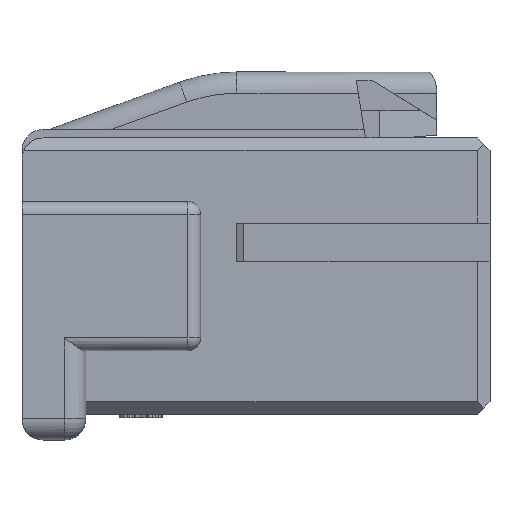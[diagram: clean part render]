
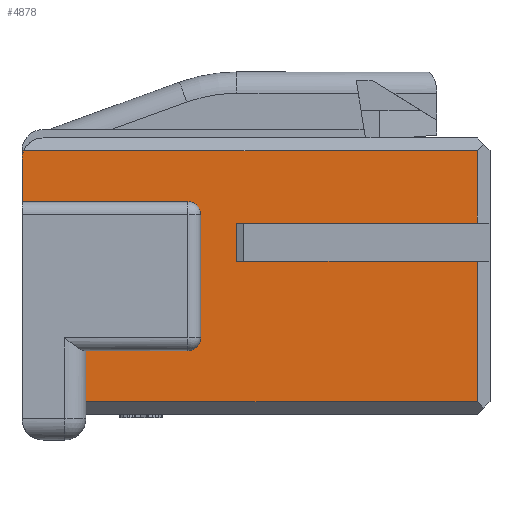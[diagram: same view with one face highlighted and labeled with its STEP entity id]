
A CAD part, left-side view. The second image highlights one B-rep face of the part: STEP entity #4878.
In plain terms, the highlighted planar face has unit normal (-1, 0, 0).
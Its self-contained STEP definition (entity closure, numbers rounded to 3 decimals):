
#97=DIRECTION('',(0.,0.,-1.));
#98=VECTOR('',#97,1.2);
#99=CARTESIAN_POINT('',(-3.025,-1.5,-5.));
#100=LINE('',#99,#98);
#524=DIRECTION('',(0.,-1.,0.));
#525=VECTOR('',#524,9.2);
#526=CARTESIAN_POINT('',(-3.025,-1.5,-6.2));
#527=LINE('',#526,#525);
#528=DIRECTION('',(0.,1.,0.));
#529=VECTOR('',#528,2.4);
#530=CARTESIAN_POINT('',(-3.025,-3.9,-5.));
#531=LINE('',#530,#529);
#532=CARTESIAN_POINT('',(-3.025,-3.9,-4.7));
#533=DIRECTION('',(-1.,0.,0.));
#534=DIRECTION('',(0.,0.,-1.));
#535=AXIS2_PLACEMENT_3D('',#532,#533,#534);
#537=DIRECTION('',(0.,0.,1.));
#538=VECTOR('',#537,2.9);
#539=CARTESIAN_POINT('',(-3.025,-4.2,-4.7));
#540=LINE('',#539,#538);
#541=CARTESIAN_POINT('',(-3.025,-3.9,-1.8));
#542=DIRECTION('',(-1.,0.,0.));
#543=DIRECTION('',(0.,-1.,0.));
#544=AXIS2_PLACEMENT_3D('',#541,#542,#543);
#546=DIRECTION('',(0.,1.,0.));
#547=VECTOR('',#546,3.9);
#548=CARTESIAN_POINT('',(-3.025,-3.9,-1.5));
#549=LINE('',#548,#547);
#550=DIRECTION('',(0.,0.,1.));
#551=VECTOR('',#550,1.);
#552=CARTESIAN_POINT('',(-3.025,0.,-1.5));
#553=LINE('',#552,#551);
#554=CARTESIAN_POINT('',(-3.025,-0.5,-0.5));
#555=DIRECTION('',(1.,0.,0.));
#556=DIRECTION('',(0.,1.,0.));
#557=AXIS2_PLACEMENT_3D('',#554,#555,#556);
#1419=DIRECTION('',(0.,1.,0.));
#1420=VECTOR('',#1419,5.65);
#1421=CARTESIAN_POINT('',(-3.025,-10.7,-2.9));
#1422=LINE('',#1421,#1420);
#1463=DIRECTION('',(0.,0.,1.));
#1464=VECTOR('',#1463,0.9);
#1465=CARTESIAN_POINT('',(-3.025,-5.05,-2.9));
#1466=LINE('',#1465,#1464);
#1491=DIRECTION('',(0.,-1.,0.));
#1492=VECTOR('',#1491,5.65);
#1493=CARTESIAN_POINT('',(-3.025,-5.05,-2.));
#1494=LINE('',#1493,#1492);
#1503=DIRECTION('',(0.,0.,1.));
#1504=VECTOR('',#1503,1.7);
#1505=CARTESIAN_POINT('',(-3.025,-10.7,-2.));
#1506=LINE('',#1505,#1504);
#1511=DIRECTION('',(0.,1.,0.));
#1512=VECTOR('',#1511,10.658);
#1513=CARTESIAN_POINT('',(-3.025,-10.7,
-0.3));
#1514=LINE('',#1513,#1512);
#1683=DIRECTION('',(0.,0.,1.));
#1684=VECTOR('',#1683,3.3);
#1685=CARTESIAN_POINT('',(-3.025,-10.7,-6.2));
#1686=LINE('',#1685,#1684);
#3362=CARTESIAN_POINT('',(-3.025,-10.7,-6.2));
#3363=CARTESIAN_POINT('',(-3.025,-10.7,-2.9));
#3364=VERTEX_POINT('',#3362);
#3365=VERTEX_POINT('',#3363);
#3366=CARTESIAN_POINT('',(-3.025,-1.5,-6.2));
#3367=VERTEX_POINT('',#3366);
#3368=CARTESIAN_POINT('',(-3.025,-4.2,-1.8));
#3369=CARTESIAN_POINT('',(-3.025,-3.9,-1.5));
#3370=VERTEX_POINT('',#3368);
#3371=VERTEX_POINT('',#3369);
#3372=CARTESIAN_POINT('',(-3.025,0.,-1.5));
#3373=VERTEX_POINT('',#3372);
#3374=CARTESIAN_POINT('',(-3.025,0.,-0.5));
#3375=VERTEX_POINT('',#3374);
#3376=CARTESIAN_POINT('',(-3.025,-0.042,-0.3));
#3377=VERTEX_POINT('',#3376);
#3378=CARTESIAN_POINT('',(-3.025,-10.7,
-0.3));
#3379=VERTEX_POINT('',#3378);
#3380=CARTESIAN_POINT('',(-3.025,-10.7,-2.));
#3381=VERTEX_POINT('',#3380);
#3382=CARTESIAN_POINT('',(-3.025,-5.05,-2.));
#3383=VERTEX_POINT('',#3382);
#4363=CARTESIAN_POINT('',(-3.025,-5.05,-2.9));
#4364=VERTEX_POINT('',#4363);
#4365=CARTESIAN_POINT('',(-3.025,-1.5,-5.));
#4367=VERTEX_POINT('',#4365);
#4369=CARTESIAN_POINT('',(-3.025,-3.9,-5.));
#4370=VERTEX_POINT('',#4369);
#4371=CARTESIAN_POINT('',(-3.025,-4.2,-4.7));
#4372=VERTEX_POINT('',#4371);
#4846=CARTESIAN_POINT('',(-3.025,0.,0.));
#4847=DIRECTION('',(1.,0.,0.));
#4848=DIRECTION('',(0.,-1.,0.));
#4849=AXIS2_PLACEMENT_3D('',#4846,#4847,#4848);
#4850=PLANE('',#4849);
#4851=ORIENTED_EDGE('',*,*,#4567,.F.);
#4852=ORIENTED_EDGE('',*,*,#4450,.F.);
#4853=ORIENTED_EDGE('',*,*,#4467,.T.);
#4854=ORIENTED_EDGE('',*,*,#4499,.T.);
#4856=ORIENTED_EDGE('',*,*,#4855,.T.);
#4858=ORIENTED_EDGE('',*,*,#4857,.T.);
#4860=ORIENTED_EDGE('',*,*,#4859,.T.);
#4862=ORIENTED_EDGE('',*,*,#4861,.T.);
#4864=ORIENTED_EDGE('',*,*,#4863,.F.);
#4866=ORIENTED_EDGE('',*,*,#4865,.F.);
#4868=ORIENTED_EDGE('',*,*,#4867,.F.);
#4870=ORIENTED_EDGE('',*,*,#4869,.F.);
#4872=ORIENTED_EDGE('',*,*,#4871,.F.);
#4874=ORIENTED_EDGE('',*,*,#4873,.F.);
#4875=ORIENTED_EDGE('',*,*,#4835,.F.);
#4876=EDGE_LOOP('',(#4851,#4852,#4853,#4854,#4856,#4858,#4860,#4862,#4864,#4866,
#4868,#4870,#4872,#4874,#4875));
#4877=FACE_OUTER_BOUND('',#4876,.F.);
#4878=ADVANCED_FACE('',(#4877),#4850,.F.);
#536=CIRCLE('',#535,0.3);
#545=CIRCLE('',#544,0.3);
#558=CIRCLE('',#557,0.5);
#4450=EDGE_CURVE('',#4370,#4367,#531,.T.);
#4467=EDGE_CURVE('',#4370,#4372,#536,.T.);
#4499=EDGE_CURVE('',#4372,#3370,#540,.T.);
#4567=EDGE_CURVE('',#4367,#3367,#100,.T.);
#4835=EDGE_CURVE('',#3367,#3364,#527,.T.);
#4855=EDGE_CURVE('',#3370,#3371,#545,.T.);
#4857=EDGE_CURVE('',#3371,#3373,#549,.T.);
#4859=EDGE_CURVE('',#3373,#3375,#553,.T.);
#4861=EDGE_CURVE('',#3375,#3377,#558,.T.);
#4863=EDGE_CURVE('',#3379,#3377,#1514,.T.);
#4865=EDGE_CURVE('',#3381,#3379,#1506,.T.);
#4867=EDGE_CURVE('',#3383,#3381,#1494,.T.);
#4869=EDGE_CURVE('',#4364,#3383,#1466,.T.);
#4871=EDGE_CURVE('',#3365,#4364,#1422,.T.);
#4873=EDGE_CURVE('',#3364,#3365,#1686,.T.);
